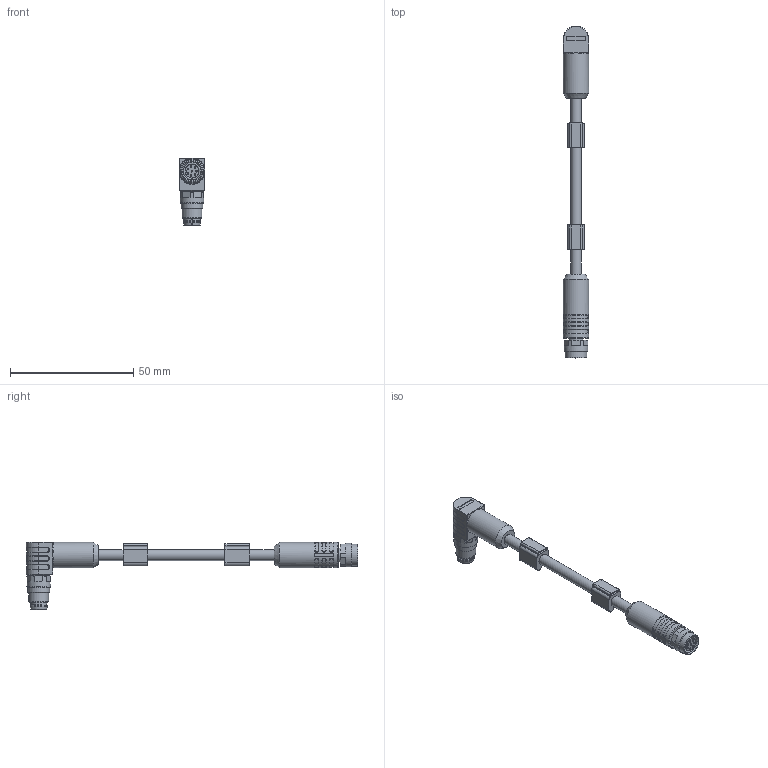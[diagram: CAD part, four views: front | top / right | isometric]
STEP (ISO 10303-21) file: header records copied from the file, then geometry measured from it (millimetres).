
FILE_DESCRIPTION(/* description */ (''),/* implementation_level */ '2;1');
FILE_NAME(/* name */ 'assy7.stp',/* time_stamp */ '2021-08-10T13:04:18+02:00',/* author */ ('ESCHA GmbH & Co. KG'),/* organization */ ('ESCHA GmbH & Co. KG'),/* preprocessor_version */ 'ST-DEVELOPER v16',/* originating_system */ 'SIEMENS PLM Software NX 10.0',/* authorisation */ '');
FILE_SCHEMA (('AUTOMOTIVE_DESIGN { 1 0 10303 214 3 1 1 1 }'));
Length unit declared in the file: millimetre
Products named in the file (1): assy7
Bounding box: 10.3 x 134.5 x 27.2 mm (x, y, z)
Volume: 7734.3 mm3; surface area: 5074.5 mm2
Topology: 1 solids, 2 shells, 458 faces, 1079 edges, 654 vertices
Faces by surface type: cylinder 172, plane 126, torus 79, bspline 47, cone 30, sphere 4
Full cylindrical faces by diameter (mm): 0.6 x8, 0.7 x8, 2 x1, 4.4 x3, 5.8 x1, 5.9 x2, 6.5 x1, 6.9 x1, 7.2 x1, 8 x1, 8.8 x2, 9.6 x2, 10.3 x2
Entity records: 13826 total; most frequent: CARTESIAN_POINT 3817, DIRECTION 2218, ORIENTED_EDGE 1938, EDGE_CURVE 969, AXIS2_PLACEMENT_3D 948, VERTEX_POINT 621, EDGE_LOOP 564, CIRCLE 536
